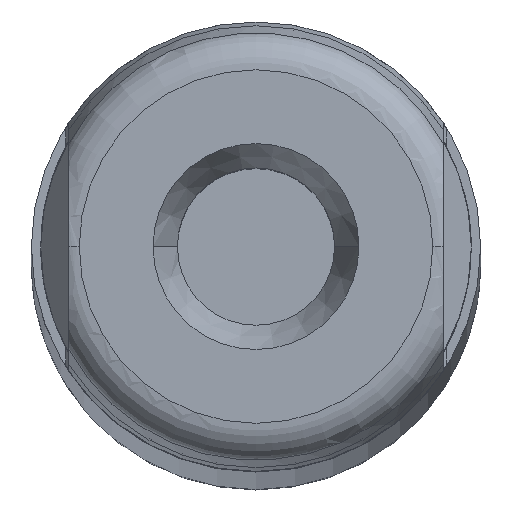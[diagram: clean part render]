
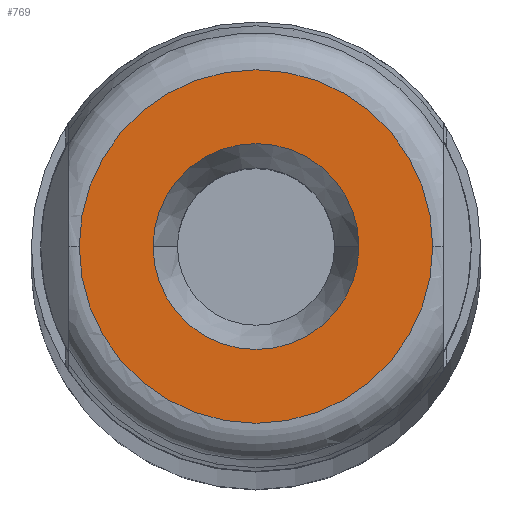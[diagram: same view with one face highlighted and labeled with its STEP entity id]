
A CAD part, top view. The second image highlights one B-rep face of the part: STEP entity #769.
In plain terms, the highlighted planar face has unit normal (0, 0, 1).
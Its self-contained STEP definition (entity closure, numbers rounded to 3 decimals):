
#20 = EDGE_CURVE ( 'NONE', #1954, #2417, #1663, .T. ) ;
#48 = CIRCLE ( 'NONE', #139, 4.72 ) ;
#82 = DIRECTION ( 'NONE',  ( 0., 0., -1. ) ) ;
#139 = AXIS2_PLACEMENT_3D ( 'NONE', #1269, #420, #436 ) ;
#236 = EDGE_CURVE ( 'NONE', #1119, #622, #1991, .T. ) ;
#420 = DIRECTION ( 'NONE',  ( 0., 0., 1. ) ) ;
#436 = DIRECTION ( 'NONE',  ( 1., 0., 0. ) ) ;
#520 = CIRCLE ( 'NONE', #1494, 2.75 ) ;
#602 = ORIENTED_EDGE ( 'NONE', *, *, #2415, .T. ) ;
#622 = VERTEX_POINT ( 'NONE', #2641 ) ;
#743 = CARTESIAN_POINT ( 'NONE',  ( 0., 0., 0. ) ) ;
#769 = ADVANCED_FACE ( 'NONE', ( #924, #1632 ), #2295, .F. ) ;
#802 = DIRECTION ( 'NONE',  ( 0., 0., 1. ) ) ;
#803 = ORIENTED_EDGE ( 'NONE', *, *, #2653, .F. ) ;
#924 = FACE_BOUND ( 'NONE', #2331, .T. ) ;
#1119 = VERTEX_POINT ( 'NONE', #1131 ) ;
#1131 = CARTESIAN_POINT ( 'NONE',  ( -4.72, 0., 0. ) ) ;
#1199 = EDGE_LOOP ( 'NONE', ( #602, #2457 ) ) ;
#1269 = CARTESIAN_POINT ( 'NONE',  ( 0., 0., 0. ) ) ;
#1310 = CARTESIAN_POINT ( 'NONE',  ( 0., 0., 0. ) ) ;
#1399 = AXIS2_PLACEMENT_3D ( 'NONE', #1425, #82, #2748 ) ;
#1400 = DIRECTION ( 'NONE',  ( 1., 0., 0. ) ) ;
#1425 = CARTESIAN_POINT ( 'NONE',  ( 0., 0., 0. ) ) ;
#1494 = AXIS2_PLACEMENT_3D ( 'NONE', #1930, #802, #2592 ) ;
#1512 = CARTESIAN_POINT ( 'NONE',  ( -2.75, 0., 0. ) ) ;
#1632 = FACE_OUTER_BOUND ( 'NONE', #1199, .T. ) ;
#1663 = CIRCLE ( 'NONE', #2547, 2.75 ) ;
#1930 = CARTESIAN_POINT ( 'NONE',  ( 0., 0., 0. ) ) ;
#1954 = VERTEX_POINT ( 'NONE', #2763 ) ;
#1991 = CIRCLE ( 'NONE', #2878, 4.72 ) ;
#2046 = DIRECTION ( 'NONE',  ( 0., 0., 1. ) ) ;
#2056 = ORIENTED_EDGE ( 'NONE', *, *, #20, .F. ) ;
#2191 = DIRECTION ( 'NONE',  ( 0., 0., 1. ) ) ;
#2295 = PLANE ( 'NONE',  #1399 ) ;
#2331 = EDGE_LOOP ( 'NONE', ( #2056, #803 ) ) ;
#2415 = EDGE_CURVE ( 'NONE', #622, #1119, #48, .T. ) ;
#2417 = VERTEX_POINT ( 'NONE', #1512 ) ;
#2457 = ORIENTED_EDGE ( 'NONE', *, *, #236, .T. ) ;
#2547 = AXIS2_PLACEMENT_3D ( 'NONE', #743, #2046, #1400 ) ;
#2592 = DIRECTION ( 'NONE',  ( 1., 0., 0. ) ) ;
#2628 = DIRECTION ( 'NONE',  ( 1., 0., 0. ) ) ;
#2641 = CARTESIAN_POINT ( 'NONE',  ( 4.72, 0., 0. ) ) ;
#2653 = EDGE_CURVE ( 'NONE', #2417, #1954, #520, .T. ) ;
#2748 = DIRECTION ( 'NONE',  ( -1., 0., 0. ) ) ;
#2763 = CARTESIAN_POINT ( 'NONE',  ( 2.75, 0., 0. ) ) ;
#2878 = AXIS2_PLACEMENT_3D ( 'NONE', #1310, #2191, #2628 ) ;
